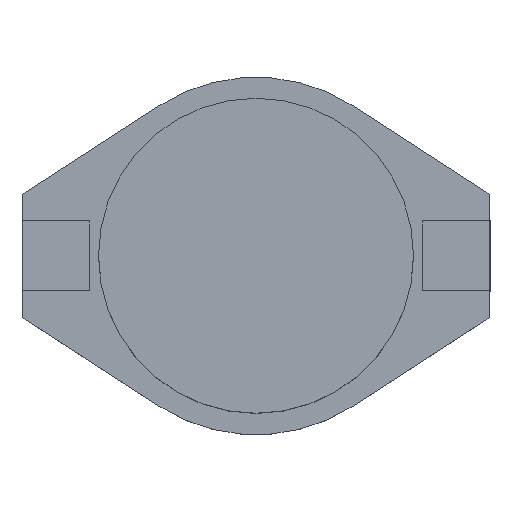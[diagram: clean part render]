
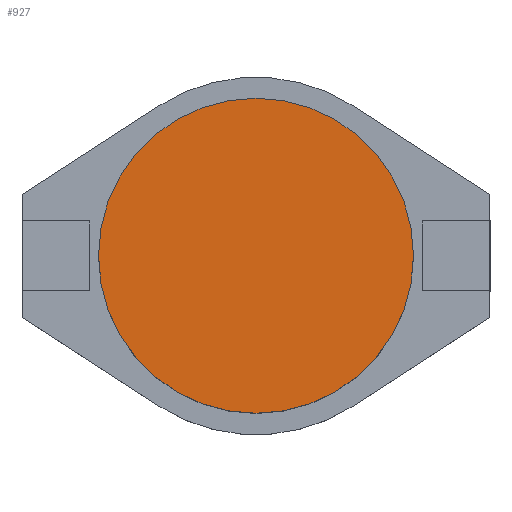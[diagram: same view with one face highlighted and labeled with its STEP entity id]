
A CAD part, top view. The second image highlights one B-rep face of the part: STEP entity #927.
In plain terms, the highlighted planar face has unit normal (0, 0, 1).
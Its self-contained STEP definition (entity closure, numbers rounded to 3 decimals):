
#858 = CYLINDRICAL_SURFACE('',#859,6.3);
#859 = AXIS2_PLACEMENT_3D('',#860,#861,#862);
#860 = CARTESIAN_POINT('',(0.,0.,5.5));
#861 = DIRECTION('',(0.,0.,-1.));
#862 = DIRECTION('',(1.,0.,0.));
#877 = VERTEX_POINT('',#878);
#878 = CARTESIAN_POINT('',(6.3,0.,6.6));
#899 = EDGE_CURVE('',#877,#877,#900,.T.);
#900 = SURFACE_CURVE('',#901,(#906,#913),.PCURVE_S1.);
#901 = CIRCLE('',#902,6.3);
#902 = AXIS2_PLACEMENT_3D('',#903,#904,#905);
#903 = CARTESIAN_POINT('',(0.,0.,6.6));
#904 = DIRECTION('',(0.,0.,1.));
#905 = DIRECTION('',(1.,0.,0.));
#906 = PCURVE('',#858,#907);
#907 = DEFINITIONAL_REPRESENTATION('',(#908),#912);
#908 = LINE('',#909,#910);
#909 = CARTESIAN_POINT('',(0.,-1.1));
#910 = VECTOR('',#911,1.);
#911 = DIRECTION('',(-1.,0.));
#912 = ( GEOMETRIC_REPRESENTATION_CONTEXT(2) 
PARAMETRIC_REPRESENTATION_CONTEXT() REPRESENTATION_CONTEXT('2D SPACE',''
  ) );
#913 = PCURVE('',#914,#919);
#914 = PLANE('',#915);
#915 = AXIS2_PLACEMENT_3D('',#916,#917,#918);
#916 = CARTESIAN_POINT('',(0.,0.,6.6)
  );
#917 = DIRECTION('',(0.,0.,1.));
#918 = DIRECTION('',(1.,0.,0.));
#919 = DEFINITIONAL_REPRESENTATION('',(#920),#924);
#920 = CIRCLE('',#921,6.3);
#921 = AXIS2_PLACEMENT_2D('',#922,#923);
#922 = CARTESIAN_POINT('',(0.,0.));
#923 = DIRECTION('',(1.,0.));
#924 = ( GEOMETRIC_REPRESENTATION_CONTEXT(2) 
PARAMETRIC_REPRESENTATION_CONTEXT() REPRESENTATION_CONTEXT('2D SPACE',''
  ) );
#927 = ADVANCED_FACE('',(#928),#914,.T.);
#928 = FACE_BOUND('',#929,.T.);
#929 = EDGE_LOOP('',(#930));
#930 = ORIENTED_EDGE('',*,*,#899,.T.);
